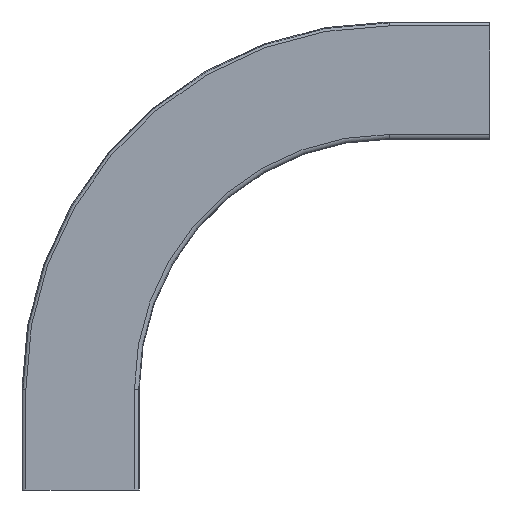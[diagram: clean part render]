
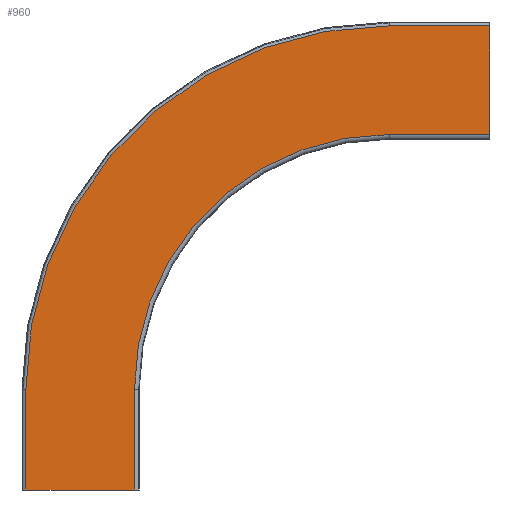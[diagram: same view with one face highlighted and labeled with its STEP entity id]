
A CAD part, front view. The second image highlights one B-rep face of the part: STEP entity #960.
In plain terms, the highlighted planar face has unit normal (0, -1, 0).
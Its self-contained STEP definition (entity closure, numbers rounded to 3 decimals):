
#48=PLANE('',#1053);
#90=FACE_OUTER_BOUND('',#144,.T.);
#144=EDGE_LOOP('',(#776,#777,#778,#779,#780,#781,#782,#783));
#225=LINE('',#1604,#309);
#226=LINE('',#1608,#310);
#227=LINE('',#1610,#311);
#228=LINE('',#1614,#312);
#229=LINE('',#1616,#313);
#230=LINE('',#1618,#314);
#309=VECTOR('',#1291,1.);
#310=VECTOR('',#1296,1.);
#311=VECTOR('',#1297,1.);
#312=VECTOR('',#1300,1.);
#313=VECTOR('',#1301,1.);
#314=VECTOR('',#1302,1.);
#373=CIRCLE('',#1054,138.7);
#374=CIRCLE('',#1055,197.9);
#460=VERTEX_POINT('',#1601);
#461=VERTEX_POINT('',#1603);
#462=VERTEX_POINT('',#1607);
#463=VERTEX_POINT('',#1609);
#464=VERTEX_POINT('',#1611);
#465=VERTEX_POINT('',#1613);
#466=VERTEX_POINT('',#1615);
#467=VERTEX_POINT('',#1617);
#585=EDGE_CURVE('',#460,#461,#225,.T.);
#587=EDGE_CURVE('',#460,#462,#226,.T.);
#588=EDGE_CURVE('',#462,#463,#227,.T.);
#589=EDGE_CURVE('',#464,#463,#373,.T.);
#590=EDGE_CURVE('',#464,#465,#228,.T.);
#591=EDGE_CURVE('',#466,#465,#229,.T.);
#592=EDGE_CURVE('',#467,#466,#230,.T.);
#593=EDGE_CURVE('',#467,#461,#374,.T.);
#776=ORIENTED_EDGE('',*,*,#587,.T.);
#777=ORIENTED_EDGE('',*,*,#588,.T.);
#778=ORIENTED_EDGE('',*,*,#589,.F.);
#779=ORIENTED_EDGE('',*,*,#590,.T.);
#780=ORIENTED_EDGE('',*,*,#591,.F.);
#781=ORIENTED_EDGE('',*,*,#592,.F.);
#782=ORIENTED_EDGE('',*,*,#593,.T.);
#783=ORIENTED_EDGE('',*,*,#585,.F.);
#960=ADVANCED_FACE('',(#90),#48,.T.);
#1053=AXIS2_PLACEMENT_3D('',#1606,#1294,#1295);
#1054=AXIS2_PLACEMENT_3D('',#1612,#1298,#1299);
#1055=AXIS2_PLACEMENT_3D('',#1619,#1303,#1304);
#1291=DIRECTION('',(0.,0.,1.));
#1294=DIRECTION('center_axis',(0.,-1.,0.));
#1295=DIRECTION('ref_axis',(1.,0.,0.));
#1296=DIRECTION('',(1.,0.,0.));
#1297=DIRECTION('',(0.,0.,1.));
#1298=DIRECTION('center_axis',(0.,-1.,0.));
#1299=DIRECTION('ref_axis',(0.,0.,
1.));
#1300=DIRECTION('',(1.,0.,0.));
#1301=DIRECTION('',(0.,0.,-1.));
#1302=DIRECTION('',(1.,0.,0.));
#1303=DIRECTION('center_axis',(0.,-1.,0.));
#1304=DIRECTION('ref_axis',(0.,0.,
1.));
#1601=CARTESIAN_POINT('',(-6.894,-5.643,10.5));
#1603=CARTESIAN_POINT('',(-6.894,-5.643,65.5));
#1604=CARTESIAN_POINT('',(-6.894,-5.643,10.5));
#1606=CARTESIAN_POINT('Origin',(-6.894,-5.643,10.5));
#1607=CARTESIAN_POINT('',(52.306,-5.643,10.5));
#1608=CARTESIAN_POINT('',(-6.894,-5.643,10.5));
#1609=CARTESIAN_POINT('',(52.306,-5.643,65.5));
#1610=CARTESIAN_POINT('',(52.306,-5.643,10.5));
#1611=CARTESIAN_POINT('',(191.006,-5.643,204.2));
#1612=CARTESIAN_POINT('Origin',(191.006,-5.643,65.5));
#1613=CARTESIAN_POINT('',(246.006,-5.643,204.2));
#1614=CARTESIAN_POINT('',(191.006,-5.643,204.2));
#1615=CARTESIAN_POINT('',(246.006,-5.643,263.4));
#1616=CARTESIAN_POINT('',(246.006,-5.643,263.4));
#1617=CARTESIAN_POINT('',(191.006,-5.643,263.4));
#1618=CARTESIAN_POINT('',(191.006,-5.643,263.4));
#1619=CARTESIAN_POINT('Origin',(191.006,-5.643,65.5));
